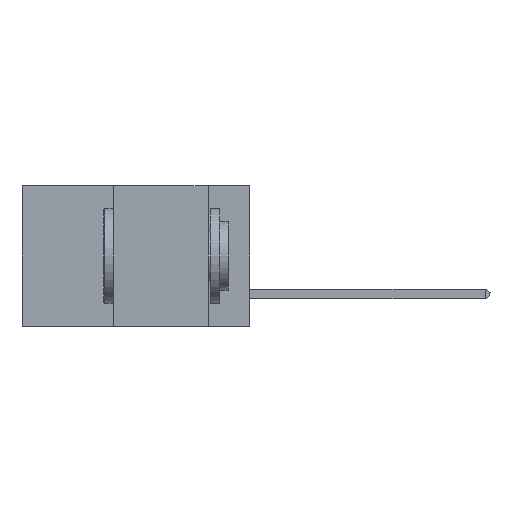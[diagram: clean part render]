
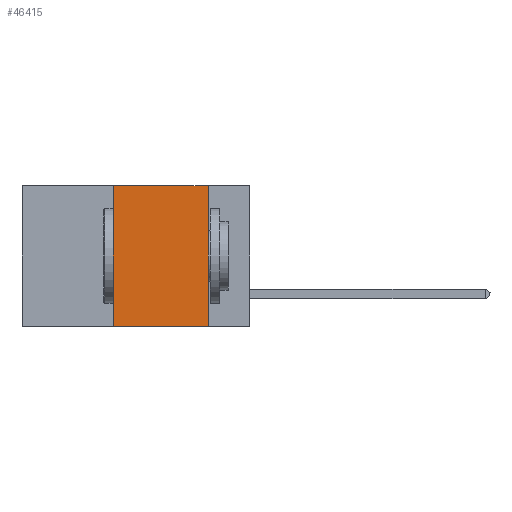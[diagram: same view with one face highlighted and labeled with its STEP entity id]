
A CAD part, left-side view. The second image highlights one B-rep face of the part: STEP entity #46415.
In plain terms, the highlighted planar face has unit normal (-1, 0, 0).
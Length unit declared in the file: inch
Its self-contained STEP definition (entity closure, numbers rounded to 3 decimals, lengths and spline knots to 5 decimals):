
#3493 = ORIENTED_EDGE ( 'NONE', *, *, #12187, .T. ) ;
#3927 = CARTESIAN_POINT ( 'NONE',  ( 0., 0.6, 0. ) ) ;
#4020 = CARTESIAN_POINT ( 'NONE',  ( 0., 0.11, 0. ) ) ;
#5113 = ORIENTED_EDGE ( 'NONE', *, *, #19917, .F. ) ;
#6261 = CARTESIAN_POINT ( 'NONE',  ( 0., 0.6, 0. ) ) ;
#8260 = LINE ( 'NONE', #28978, #48209 ) ;
#10475 = VERTEX_POINT ( 'NONE', #34236 ) ;
#12187 = EDGE_CURVE ( 'NONE', #33060, #29642, #38206, .T. ) ;
#13279 = CARTESIAN_POINT ( 'NONE',  ( 0., 0.11, -0.37 ) ) ;
#13737 = EDGE_LOOP ( 'NONE', ( #5113, #42944, #35640, #3493 ) ) ;
#13790 = CARTESIAN_POINT ( 'NONE',  ( 0., 0.11, 0. ) ) ;
#14122 = LINE ( 'NONE', #6261, #37126 ) ;
#18207 = DIRECTION ( 'NONE',  ( 0., 0., 1. ) ) ;
#18258 = EDGE_CURVE ( 'NONE', #10475, #24258, #14122, .T. ) ;
#19917 = EDGE_CURVE ( 'NONE', #24258, #29642, #35200, .T. ) ;
#22010 = DIRECTION ( 'NONE',  ( 0., -1., 0. ) ) ;
#22984 = VECTOR ( 'NONE', #44525, 39.37008 ) ;
#24258 = VERTEX_POINT ( 'NONE', #13790 ) ;
#27672 = AXIS2_PLACEMENT_3D ( 'NONE', #3927, #42883, #34793 ) ;
#28978 = CARTESIAN_POINT ( 'NONE',  ( 0., 0.36, 0. ) ) ;
#29642 = VERTEX_POINT ( 'NONE', #13279 ) ;
#30970 = DIRECTION ( 'NONE',  ( 0., 0., -1. ) ) ;
#33060 = VERTEX_POINT ( 'NONE', #49410 ) ;
#33192 = EDGE_CURVE ( 'NONE', #33060, #10475, #8260, .T. ) ;
#34236 = CARTESIAN_POINT ( 'NONE',  ( 0., 0.36, 0. ) ) ;
#34793 = DIRECTION ( 'NONE',  ( 0., 0., -1. ) ) ;
#35200 = LINE ( 'NONE', #4020, #41960 ) ;
#35640 = ORIENTED_EDGE ( 'NONE', *, *, #33192, .F. ) ;
#36740 = CARTESIAN_POINT ( 'NONE',  ( 0., 0.6, -0.37 ) ) ;
#37126 = VECTOR ( 'NONE', #22010, 39.37008 ) ;
#38206 = LINE ( 'NONE', #36740, #22984 ) ;
#39138 = PLANE ( 'NONE',  #27672 ) ;
#41960 = VECTOR ( 'NONE', #30970, 39.37008 ) ;
#42883 = DIRECTION ( 'NONE',  ( 1., 0., 0. ) ) ;
#42944 = ORIENTED_EDGE ( 'NONE', *, *, #18258, .F. ) ;
#44525 = DIRECTION ( 'NONE',  ( 0., -1., 0. ) ) ;
#46415 = ADVANCED_FACE ( 'NONE', ( #48569 ), #39138, .F. ) ;
#48209 = VECTOR ( 'NONE', #18207, 39.37008 ) ;
#48569 = FACE_OUTER_BOUND ( 'NONE', #13737, .T. ) ;
#49410 = CARTESIAN_POINT ( 'NONE',  ( 0., 0.36, -0.37 ) ) ;
